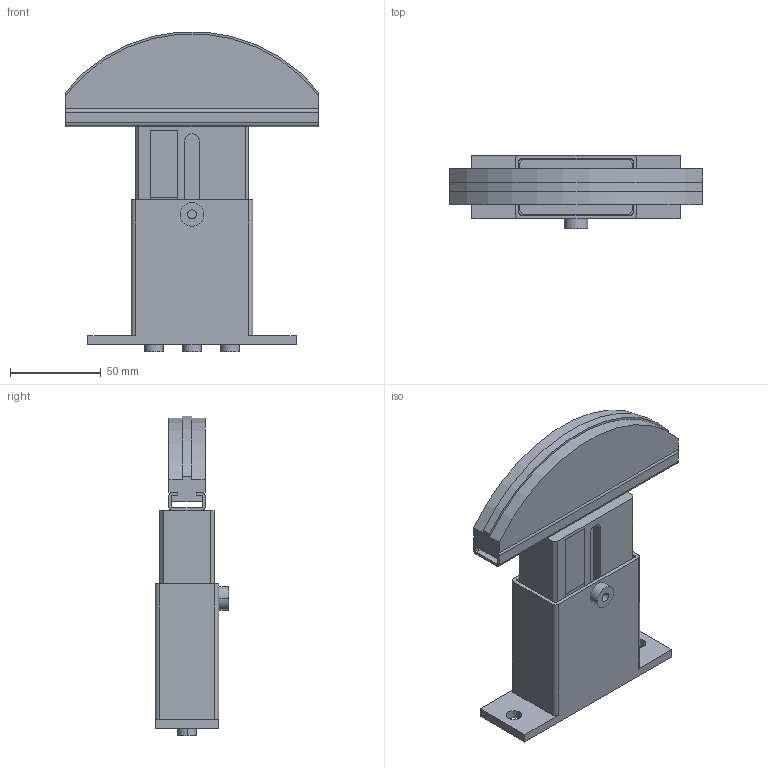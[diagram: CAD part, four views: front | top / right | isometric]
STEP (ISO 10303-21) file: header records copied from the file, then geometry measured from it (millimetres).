
FILE_DESCRIPTION(('STEP AP214'),'1');
FILE_NAME('cctmp_D72E2C62-5BF0-45C0-962C-45CE83FA8A81_2023_6_20_14_36_41_154..stp','2023-06-20T12:36:41',('Murtfeldt Kunststoffe GmbH & Co.KG'),('CADClick - www.CADClick.com'),'Spatial InterOp 3D',' ','unknown authorization');
FILE_SCHEMA(('AUTOMOTIVE_DESIGN'));
Length unit declared in the file: millimetre
Products named in the file (1): 1
Bounding box: 140 x 40.5 x 176.7 mm (x, y, z)
Volume: 297373.1 mm3; surface area: 83023.2 mm2
Topology: 5 solids, 5 shells, 112 faces, 288 edges, 188 vertices
Faces by surface type: plane 77, cylinder 35
Entity records: 4374 total; most frequent: CARTESIAN_POINT 593, DIRECTION 592, ORIENTED_EDGE 576, EDGE_CURVE 288, LINE 218, VECTOR 218, VERTEX_POINT 188, AXIS2_PLACEMENT_3D 187
